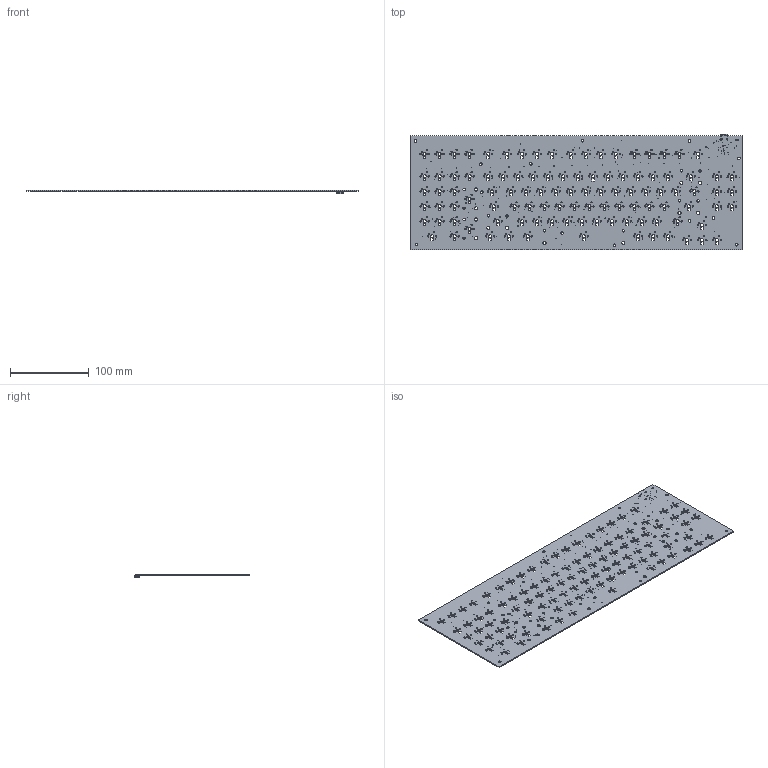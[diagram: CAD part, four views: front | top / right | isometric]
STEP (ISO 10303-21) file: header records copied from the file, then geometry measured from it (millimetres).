
FILE_DESCRIPTION(('KiCad electronic assembly'),'2;1');
FILE_NAME('PCB.step','2025-07-30T14:29:41',('Pcbnew'),('Kicad'), 'Open CASCADE STEP processor 7.8','KiCad to STEP converter','Unknown' );
FILE_SCHEMA(('AUTOMOTIVE_DESIGN { 1 0 10303 214 1 1 1 1 }'));
Length unit declared in the file: millimetre
Products named in the file (3): PCB 1; USB-3.1-SMD_16P-L8.9-W7.3-H3.3-P0.5; kaypaw96_PCB
Assembly tree (2 placements, depth 2):
  PCB 1
    USB-3.1-SMD_16P-L8.9-W7.3-H3.3-P0.5
    kaypaw96_PCB
Bounding box: 421.9 x 146.97 x 4.85 mm (x, y, z)
Volume: 87182 mm3; surface area: 125520.8 mm2
Topology: 2 solids, 2 shells, 2007 faces, 5615 edges, 3652 vertices
Faces by surface type: cylinder 940, plane 829, torus 116, bspline 116, revolution 6
Full cylindrical faces by diameter (mm): 0.3 x187, 0.65 x2, 1.2 x2, 1.5 x210, 1.7 x210, 3.05 x12, 3.3 x13, 4 x117
Entity records: 75376 total; most frequent: CARTESIAN_POINT 13489, ORIENTED_EDGE 11226, DIRECTION 11191, EDGE_CURVE 5613, AXIS2_PLACEMENT_3D 3920, FACE_BOUND 3777, EDGE_LOOP 3777, VERTEX_POINT 3652
